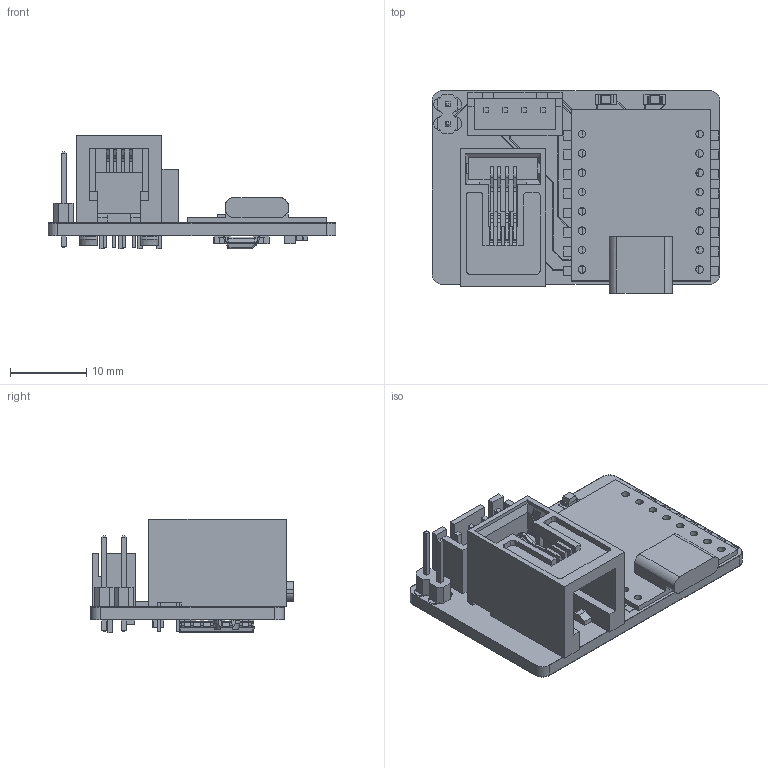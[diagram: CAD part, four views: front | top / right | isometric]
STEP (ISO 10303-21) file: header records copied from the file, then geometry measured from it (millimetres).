
FILE_DESCRIPTION(/* description */ (''),/* implementation_level */ '2;1');
FILE_NAME(/* name */ 'ESPRekupV2Micro-v7.step',/* time_stamp */ '2025-11-06T21:21:24+01:00',/* author */ (''),/* organization */ (''),/* preprocessor_version */ 'ST-DEVELOPER v20.1',/* originating_system */ 'Autodesk Translation Framework v14.17.0.0',/* authorisation */ '');
FILE_SCHEMA (('AUTOMOTIVE_DESIGN { 1 0 10303 214 3 1 1 }'));
Length unit declared in the file: millimetre
Products named in the file (26): ESPRekupV2Micro; Board; 1-copper; 64-copper; 1-soldermask; 64-soldermask; Packages; 955012441; 95501-2441 v1; CAPC2012X110; B4B-XH-A; B4B-XH-A v1; ESP32-SM-C3-SUPERMINI-FOOTPRINT; ESP32-C3-SUPERMINI-3DMODEL v7; LEDC2012X110N_FLAT-R; Model; LEDC2012X110N_FLAT-Y; Model (1); D16; D0016A v1; BODY-SO; LEAD-SO; RESC2012X65; 5576561.f3d ; 1X02; 42899.f3d 
Assembly tree (47 placements, depth 5):
  ESPRekupV2Micro
    Board
    1-copper
    64-copper
    1-soldermask
    64-soldermask
    Packages
      955012441
        95501-2441 v1
      CAPC2012X110  x5
      B4B-XH-A
        B4B-XH-A v1
      ESP32-SM-C3-SUPERMINI-FOOTPRINT
        ESP32-C3-SUPERMINI-3DMODEL v7
      LEDC2012X110N_FLAT-R
        Model
      LEDC2012X110N_FLAT-Y
        Model (1)
      D16
        D0016A v1
          BODY-SO
          LEAD-SO  x16
      RESC2012X65  x4
        5576561.f3d 
      1X02
        42899.f3d 
Bounding box: 37.77 x 26.58 x 14.96 mm (x, y, z)
Volume: 3600.4 mm3; surface area: 10674.4 mm2
Topology: 189 solids, 189 shells, 2818 faces, 6613 edges, 4202 vertices
Faces by surface type: plane 1858, cylinder 766, sphere 186, cone 4, bspline 4
Full cylindrical faces by diameter (mm): 0.23 x24, 0.3 x32, 0.83 x40, 0.9 x32, 0.946 x10, 1 x16, 1.016 x8, 3.3 x6
Entity records: 65680 total; most frequent: CARTESIAN_POINT 11421, DIRECTION 10973, ORIENTED_EDGE 10634, EDGE_CURVE 5317, LINE 4201, VECTOR 4201, VERTEX_POINT 3450, AXIS2_PLACEMENT_3D 3386
